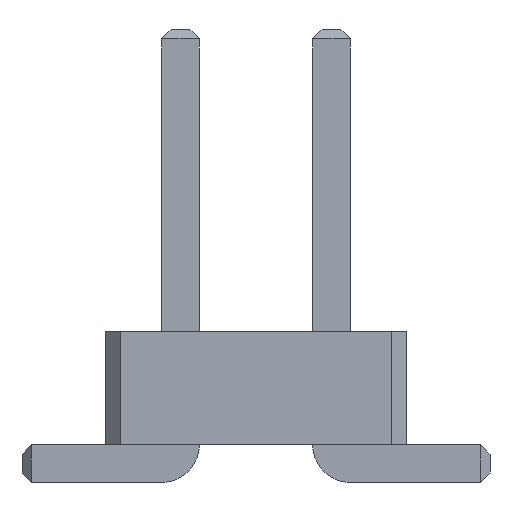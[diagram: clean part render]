
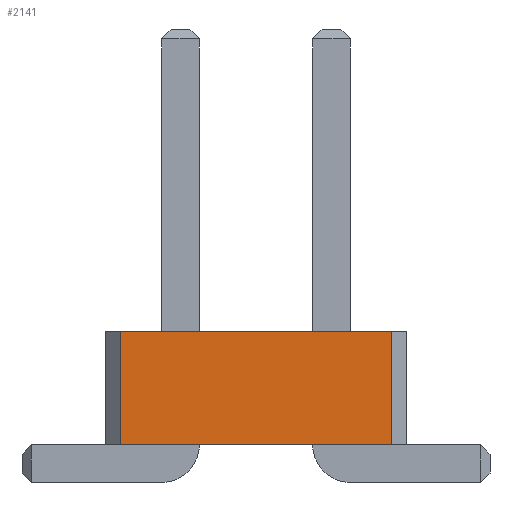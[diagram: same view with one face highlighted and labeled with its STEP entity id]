
A CAD part, front view. The second image highlights one B-rep face of the part: STEP entity #2141.
In plain terms, the highlighted planar face has unit normal (0, -1, 0).
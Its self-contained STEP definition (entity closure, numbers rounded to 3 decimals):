
#13=DIRECTION('',(0.,0.,1.));
#27=VECTOR('',#13,1.);
#67=DIRECTION('',(1.,0.,0.));
#2128=VERTEX_POINT('',#2129);
#2129=CARTESIAN_POINT('',(-1.8,-37.,2.));
#2132=EDGE_CURVE('',#2133,#2128,#2135,.T.);
#2133=VERTEX_POINT('',#2134);
#2134=CARTESIAN_POINT('',(-1.8,-37.,0.5));
#2135=LINE('',#2134,#27);
#2141=ADVANCED_FACE('',(#2142),#2159,.F.);
#2142=FACE_BOUND('',#2143,.F.);
#2143=EDGE_LOOP('',(#2144,#2145,#2151,#2156));
#2144=ORIENTED_EDGE('',*,*,#2132,.T.);
#2145=ORIENTED_EDGE('',*,*,#2146,.T.);
#2146=EDGE_CURVE('',#2128,#2147,#2149,.T.);
#2147=VERTEX_POINT('',#2148);
#2148=CARTESIAN_POINT('',(1.8,-37.,2.));
#2149=LINE('',#2129,#2150);
#2150=VECTOR('',#67,1.);
#2151=ORIENTED_EDGE('',*,*,#2152,.F.);
#2152=EDGE_CURVE('',#2153,#2147,#2155,.T.);
#2153=VERTEX_POINT('',#2154);
#2154=CARTESIAN_POINT('',(1.8,-37.,0.5));
#2155=LINE('',#2154,#27);
#2156=ORIENTED_EDGE('',*,*,#2157,.F.);
#2157=EDGE_CURVE('',#2133,#2153,#2158,.T.);
#2158=LINE('',#2134,#2150);
#2159=PLANE('',#2160);
#2160=AXIS2_PLACEMENT_3D('',#2134,#2161,#67);
#2161=DIRECTION('',(0.,1.,0.));
